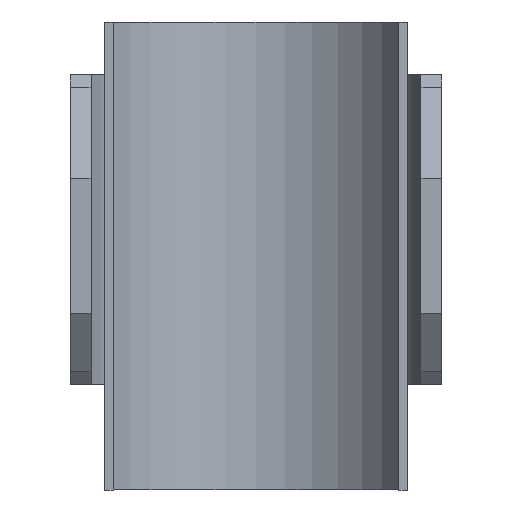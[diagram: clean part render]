
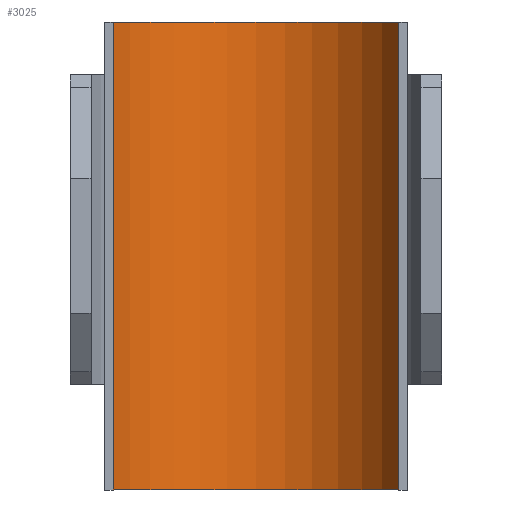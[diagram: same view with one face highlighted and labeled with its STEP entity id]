
A CAD part, front view. The second image highlights one B-rep face of the part: STEP entity #3025.
In plain terms, the highlighted cylindrical face has radius 12 mm (diameter 24 mm), a partial arc.
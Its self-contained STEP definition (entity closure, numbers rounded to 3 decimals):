
#93 = AXIS2_PLACEMENT_3D ( 'NONE', #1089, #3426, #989 ) ;
#356 = AXIS2_PLACEMENT_3D ( 'NONE', #5752, #8960, #4952 ) ;
#674 = EDGE_LOOP ( 'NONE', ( #3941, #8359, #7301, #9949 ) ) ;
#989 = DIRECTION ( 'NONE',  ( 1., 0., 0. ) ) ;
#1089 = CARTESIAN_POINT ( 'NONE',  ( 0., -12., -17. ) ) ;
#1102 = CARTESIAN_POINT ( 'NONE',  ( 10.392, -6., 17. ) ) ;
#1682 = DIRECTION ( 'NONE',  ( 0., 0., -1. ) ) ;
#1774 = DIRECTION ( 'NONE',  ( 1., 0., 0. ) ) ;
#2583 = CYLINDRICAL_SURFACE ( 'NONE', #356, 12. ) ;
#2665 = VECTOR ( 'NONE', #1682, 1000. ) ;
#3025 = ADVANCED_FACE ( 'NONE', ( #5056 ), #2583, .F. ) ;
#3381 = DIRECTION ( 'NONE',  ( 0., 0., -1. ) ) ;
#3426 = DIRECTION ( 'NONE',  ( 0., 0., -1. ) ) ;
#3941 = ORIENTED_EDGE ( 'NONE', *, *, #7709, .T. ) ;
#4744 = VECTOR ( 'NONE', #8938, 1000. ) ;
#4758 = VERTEX_POINT ( 'NONE', #1102 ) ;
#4952 = DIRECTION ( 'NONE',  ( -1., 0., 0. ) ) ;
#5056 = FACE_OUTER_BOUND ( 'NONE', #674, .T. ) ;
#5339 = CARTESIAN_POINT ( 'NONE',  ( 10.392, -6., -17. ) ) ;
#5752 = CARTESIAN_POINT ( 'NONE',  ( 0., -12., 17. ) ) ;
#6101 = EDGE_CURVE ( 'NONE', #4758, #7826, #7202, .T. ) ;
#6106 = EDGE_CURVE ( 'NONE', #8488, #4758, #8599, .T. ) ;
#7202 = LINE ( 'NONE', #7979, #4744 ) ;
#7301 = ORIENTED_EDGE ( 'NONE', *, *, #6106, .F. ) ;
#7709 = EDGE_CURVE ( 'NONE', #9262, #7826, #9613, .T. ) ;
#7826 = VERTEX_POINT ( 'NONE', #5339 ) ;
#7979 = CARTESIAN_POINT ( 'NONE',  ( 10.392, -6., 17. ) ) ;
#8011 = CARTESIAN_POINT ( 'NONE',  ( -10.392, -6., -17. ) ) ;
#8142 = CARTESIAN_POINT ( 'NONE',  ( 0., -12., 17. ) ) ;
#8359 = ORIENTED_EDGE ( 'NONE', *, *, #6101, .F. ) ;
#8488 = VERTEX_POINT ( 'NONE', #8722 ) ;
#8599 = CIRCLE ( 'NONE', #8953, 12. ) ;
#8722 = CARTESIAN_POINT ( 'NONE',  ( -10.392, -6., 17. ) ) ;
#8844 = CARTESIAN_POINT ( 'NONE',  ( -10.392, -6., 17. ) ) ;
#8938 = DIRECTION ( 'NONE',  ( 0., 0., -1. ) ) ;
#8953 = AXIS2_PLACEMENT_3D ( 'NONE', #8142, #3381, #1774 ) ;
#8960 = DIRECTION ( 'NONE',  ( 0., 0., -1. ) ) ;
#9262 = VERTEX_POINT ( 'NONE', #8011 ) ;
#9613 = CIRCLE ( 'NONE', #93, 12. ) ;
#9636 = LINE ( 'NONE', #8844, #2665 ) ;
#9835 = EDGE_CURVE ( 'NONE', #8488, #9262, #9636, .T. ) ;
#9949 = ORIENTED_EDGE ( 'NONE', *, *, #9835, .T. ) ;
